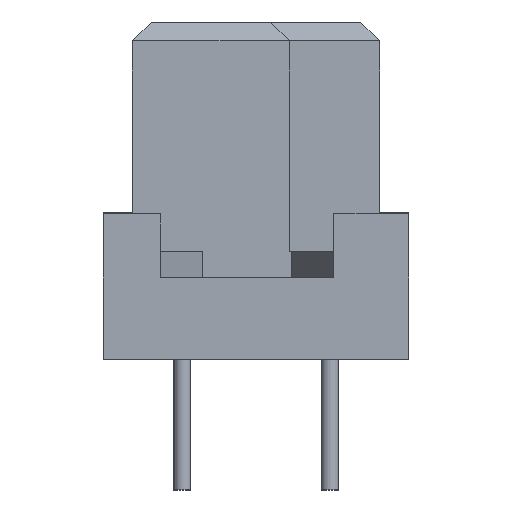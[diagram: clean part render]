
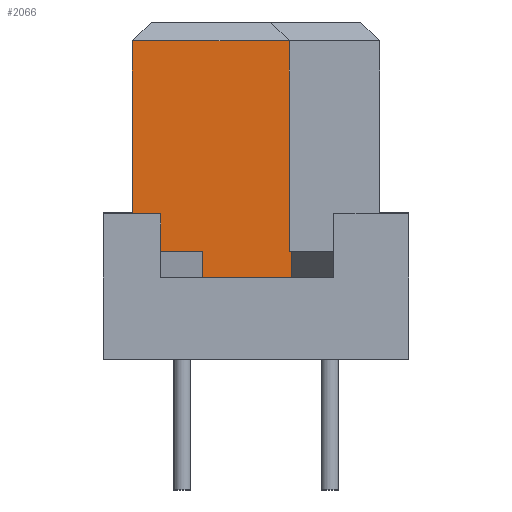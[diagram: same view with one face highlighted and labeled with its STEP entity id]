
A CAD part, front view. The second image highlights one B-rep face of the part: STEP entity #2066.
In plain terms, the highlighted free-form (B-spline) face has degree [1, 1] with [2, 2] control points.
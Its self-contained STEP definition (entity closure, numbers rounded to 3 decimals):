
#1279=CARTESIAN_POINT('',(3.69,-81.87,3.7));
#1280=VERTEX_POINT('',#1279);
#1281=CARTESIAN_POINT('',(3.69,-81.87,10.95));
#1282=VERTEX_POINT('',#1281);
#1283=CARTESIAN_POINT('',(3.69,-81.87,3.7));
#1284=CARTESIAN_POINT('',(3.69,-81.87,10.95));
#1285=B_SPLINE_CURVE_WITH_KNOTS('',1,(#1283,#1284),.UNSPECIFIED.,.F.,.U.,(2,2),(0.0,6.905),.UNSPECIFIED.);
#1286=EDGE_CURVE('',#1280,#1282,#1285,.T.);
#1325=CARTESIAN_POINT('',(-1.71,-81.87,10.95));
#1326=VERTEX_POINT('',#1325);
#1332=CARTESIAN_POINT('',(-1.71,-81.87,10.95));
#1333=CARTESIAN_POINT('',(3.69,-81.87,10.95));
#1334=QUASI_UNIFORM_CURVE('',1,(#1332,#1333),.UNSPECIFIED.,.F.,.U.);
#1335=EDGE_CURVE('',#1326,#1282,#1334,.T.);
#1430=CARTESIAN_POINT('',(3.772,-81.87,2.8));
#1431=VERTEX_POINT('',#1430);
#1432=CARTESIAN_POINT('',(3.772,-81.87,3.7));
#1433=VERTEX_POINT('',#1432);
#1434=CARTESIAN_POINT('',(3.772,-81.87,2.8));
#1435=CARTESIAN_POINT('',(3.772,-81.87,3.7));
#1436=B_SPLINE_CURVE_WITH_KNOTS('',1,(#1434,#1435),.UNSPECIFIED.,.F.,.U.,(2,2),(0.0,0.312),.UNSPECIFIED.);
#1437=EDGE_CURVE('',#1431,#1433,#1436,.T.);
#1652=CARTESIAN_POINT('',(0.708,-81.87,2.8));
#1653=VERTEX_POINT('',#1652);
#1654=CARTESIAN_POINT('',(0.708,-81.87,2.8));
#1655=CARTESIAN_POINT('',(3.772,-81.87,2.8));
#1656=QUASI_UNIFORM_CURVE('',1,(#1654,#1655),.UNSPECIFIED.,.F.,.U.);
#1657=EDGE_CURVE('',#1653,#1431,#1656,.T.);
#1983=CARTESIAN_POINT('',(-1.71,-81.87,3.7));
#1984=VERTEX_POINT('',#1983);
#1990=CARTESIAN_POINT('',(-1.71,-81.87,3.7));
#1991=CARTESIAN_POINT('',(-1.71,-81.87,10.95));
#1992=QUASI_UNIFORM_CURVE('',1,(#1990,#1991),.UNSPECIFIED.,.F.,.U.);
#1993=EDGE_CURVE('',#1984,#1326,#1992,.T.);
#2012=CARTESIAN_POINT('',(0.708,-81.87,3.7));
#2013=VERTEX_POINT('',#2012);
#2019=CARTESIAN_POINT('',(-1.71,-81.87,3.7));
#2020=CARTESIAN_POINT('',(0.708,-81.87,3.7));
#2021=B_SPLINE_CURVE_WITH_KNOTS('',1,(#2019,#2020),.UNSPECIFIED.,.F.,.U.,(2,2),(0.138,0.472),.UNSPECIFIED.);
#2022=EDGE_CURVE('',#1984,#2013,#2021,.T.);
#2038=CARTESIAN_POINT('',(0.708,-81.87,3.7));
#2039=CARTESIAN_POINT('',(0.708,-81.87,2.8));
#2040=B_SPLINE_CURVE_WITH_KNOTS('',1,(#2038,#2039),.UNSPECIFIED.,.F.,.U.,(2,2),(2.737,3.048),.UNSPECIFIED.);
#2041=EDGE_CURVE('',#2013,#1653,#2040,.T.);
#2047=CARTESIAN_POINT('',(-2.81,-81.87,11.7));
#2048=CARTESIAN_POINT('',(-2.81,-81.87,2.7));
#2049=CARTESIAN_POINT('',(17.39,-81.87,11.7));
#2050=CARTESIAN_POINT('',(17.39,-81.87,2.7));
#2051=B_SPLINE_SURFACE_WITH_KNOTS('',1,1,((#2047,#2049),(#2048,#2050)),.UNSPECIFIED.,.F.,.F.,.U.,(2,2),(2,2),(0.0,1.0),(0.0,2.244),.UNSPECIFIED.);
#2052=ORIENTED_EDGE('',*,*,#2041,.T.);
#2053=ORIENTED_EDGE('',*,*,#1657,.T.);
#2054=ORIENTED_EDGE('',*,*,#1437,.T.);
#2055=CARTESIAN_POINT('',(3.772,-81.87,3.7));
#2056=CARTESIAN_POINT('',(3.69,-81.87,3.7));
#2057=B_SPLINE_CURVE_WITH_KNOTS('',1,(#2055,#2056),.UNSPECIFIED.,.F.,.U.,(2,2),(0.973,1.0),.UNSPECIFIED.);
#2058=EDGE_CURVE('',#1433,#1280,#2057,.T.);
#2059=ORIENTED_EDGE('',*,*,#2058,.T.);
#2060=ORIENTED_EDGE('',*,*,#1286,.T.);
#2061=ORIENTED_EDGE('',*,*,#1335,.F.);
#2062=ORIENTED_EDGE('',*,*,#1993,.F.);
#2063=ORIENTED_EDGE('',*,*,#2022,.T.);
#2064=EDGE_LOOP('',(#2052,#2053,#2054,#2059,#2060,#2061,#2062,#2063));
#2065=FACE_OUTER_BOUND('',#2064,.T.);
#2066=ADVANCED_FACE('',(#2065),#2051,.T.);
